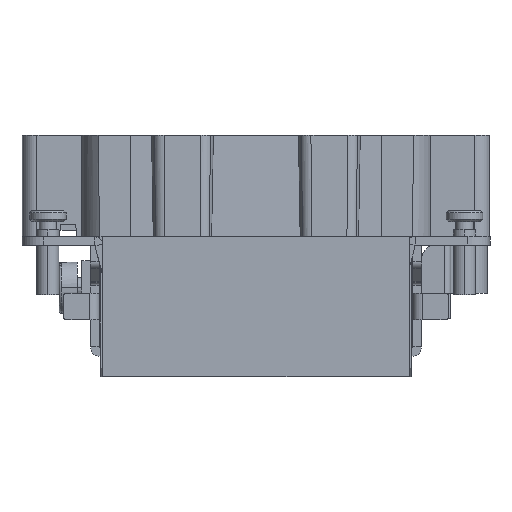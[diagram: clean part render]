
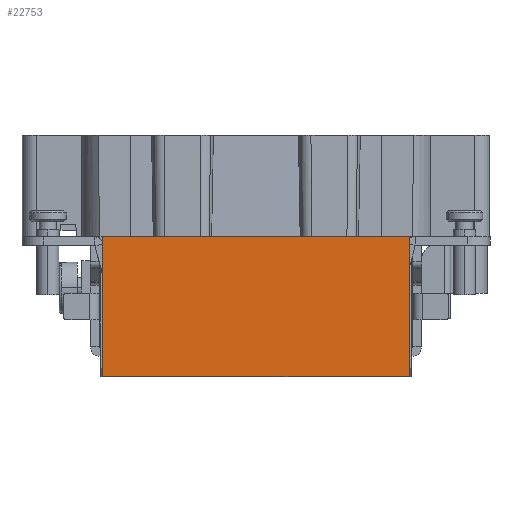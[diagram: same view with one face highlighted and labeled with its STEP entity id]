
A CAD part, left-side view. The second image highlights one B-rep face of the part: STEP entity #22753.
In plain terms, the highlighted planar face has unit normal (-1, 0, 0).
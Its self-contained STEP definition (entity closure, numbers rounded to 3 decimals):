
#1496=DIRECTION('',(0.,-1.,0.));
#1497=VECTOR('',#1496,42.);
#1498=CARTESIAN_POINT('',(-16.95,20.999,0.));
#1499=LINE('',#1498,#1497);
#2329=DIRECTION('',(0.,0.,1.));
#2330=VECTOR('',#2329,19.2);
#2331=CARTESIAN_POINT('',(-16.95,20.999,-19.2));
#2332=LINE('',#2331,#2330);
#2333=DIRECTION('',(0.,0.,-1.));
#2334=VECTOR('',#2333,19.2);
#2335=CARTESIAN_POINT('',(-16.95,-21.001,0.));
#2336=LINE('',#2335,#2334);
#2681=DIRECTION('',(0.,1.,0.));
#2682=VECTOR('',#2681,42.);
#2683=CARTESIAN_POINT('',(-16.95,-21.001,-19.2));
#2684=LINE('',#2683,#2682);
#20061=CARTESIAN_POINT('',(-16.95,-21.001,-19.2));
#20062=CARTESIAN_POINT('',(-16.95,20.999,-19.2));
#20063=VERTEX_POINT('',#20061);
#20064=VERTEX_POINT('',#20062);
#20283=CARTESIAN_POINT('',(-16.95,20.999,0.));
#20284=CARTESIAN_POINT('',(-16.95,-21.001,0.));
#20285=VERTEX_POINT('',#20283);
#20286=VERTEX_POINT('',#20284);
#22740=CARTESIAN_POINT('',(-16.95,20.56,0.));
#22741=DIRECTION('',(1.,0.,0.));
#22742=DIRECTION('',(0.,-1.,0.));
#22743=AXIS2_PLACEMENT_3D('',#22740,#22741,#22742);
#22744=PLANE('',#22743);
#22746=ORIENTED_EDGE('',*,*,#22745,.T.);
#22747=ORIENTED_EDGE('',*,*,#21794,.T.);
#22748=ORIENTED_EDGE('',*,*,#22648,.T.);
#22750=ORIENTED_EDGE('',*,*,#22749,.T.);
#22751=EDGE_LOOP('',(#22746,#22747,#22748,#22750));
#22752=FACE_OUTER_BOUND('',#22751,.F.);
#22753=ADVANCED_FACE('',(#22752),#22744,.F.);
#21794=EDGE_CURVE('',#20285,#20286,#1499,.T.);
#22648=EDGE_CURVE('',#20286,#20063,#2336,.T.);
#22745=EDGE_CURVE('',#20064,#20285,#2332,.T.);
#22749=EDGE_CURVE('',#20063,#20064,#2684,.T.);
